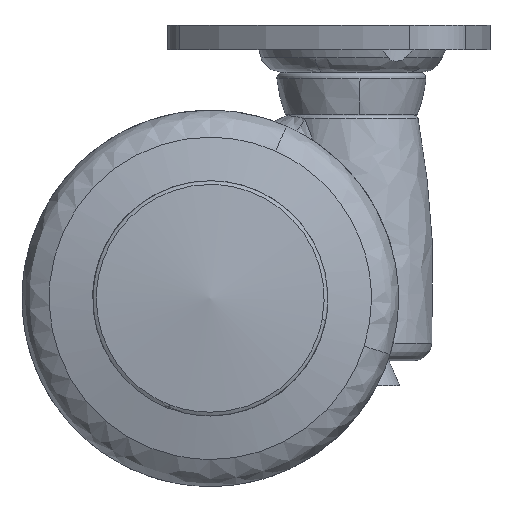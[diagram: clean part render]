
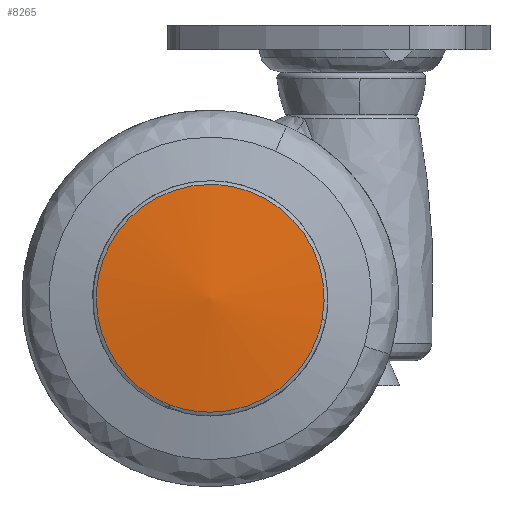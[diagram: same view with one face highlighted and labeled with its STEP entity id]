
A CAD part, front view. The second image highlights one B-rep face of the part: STEP entity #8265.
In plain terms, the highlighted free-form (B-spline) face has degree [2, 2] with [4, 4] control points.
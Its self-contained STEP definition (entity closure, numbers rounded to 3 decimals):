
#6947=CARTESIAN_POINT('',(-4.307,-20.789,-11.307));
#6948=VERTEX_POINT('',#6947);
#6962=CARTESIAN_POINT('',(0.0,-20.789,12.099));
#6963=VERTEX_POINT('',#6962);
#6964=CARTESIAN_POINT('',(0.0,-20.789,12.099));
#6965=CARTESIAN_POINT('',(-12.099,-20.789,12.099));
#6966=CARTESIAN_POINT('',(-12.099,-20.789,0.));
#6967=CARTESIAN_POINT('',(-12.099,-20.789,-8.339));
#6968=CARTESIAN_POINT('',(-4.307,-20.789,-11.307));
#6976=(BOUNDED_CURVE()B_SPLINE_CURVE(2,(#6964,#6965,#6966,#6967,#6968),.UNSPECIFIED.,.F.,.U.)B_SPLINE_CURVE_WITH_KNOTS((3,2,3),(0.0,0.25,0.44),.UNSPECIFIED.)CURVE()GEOMETRIC_REPRESENTATION_ITEM()RATIONAL_B_SPLINE_CURVE((1.0,0.707,1.0,0.778,0.893))REPRESENTATION_ITEM(''));
#6977=EDGE_CURVE('',#6963,#6948,#6976,.T.);
#6979=CARTESIAN_POINT('',(11.885,-20.789,-2.267));
#6980=VERTEX_POINT('',#6979);
#6981=CARTESIAN_POINT('',(11.885,-20.789,-2.267));
#6982=CARTESIAN_POINT('',(12.099,-20.789,-1.144));
#6983=CARTESIAN_POINT('',(12.099,-20.789,0.));
#6984=CARTESIAN_POINT('',(12.099,-20.789,12.099));
#6985=CARTESIAN_POINT('',(0.0,-20.789,12.099));
#6993=(BOUNDED_CURVE()B_SPLINE_CURVE(2,(#6981,#6982,#6983,#6984,#6985),.UNSPECIFIED.,.F.,.U.)B_SPLINE_CURVE_WITH_KNOTS((3,2,3),(0.718,0.75,1.0),.UNSPECIFIED.)CURVE()GEOMETRIC_REPRESENTATION_ITEM()RATIONAL_B_SPLINE_CURVE((0.934,0.962,1.0,0.707,1.0))REPRESENTATION_ITEM(''));
#6994=EDGE_CURVE('',#6980,#6963,#6993,.T.);
#7039=CARTESIAN_POINT('',(0.0,-20.789,-12.099));
#7040=VERTEX_POINT('',#7039);
#7041=CARTESIAN_POINT('',(0.0,-20.789,-12.099));
#7042=CARTESIAN_POINT('',(10.009,-20.789,-12.099));
#7043=CARTESIAN_POINT('',(11.885,-20.789,-2.267));
#7051=(BOUNDED_CURVE()B_SPLINE_CURVE(2,(#7041,#7042,#7043),.UNSPECIFIED.,.F.,.U.)B_SPLINE_CURVE_WITH_KNOTS((3,3),(0.5,0.718),.UNSPECIFIED.)CURVE()GEOMETRIC_REPRESENTATION_ITEM()RATIONAL_B_SPLINE_CURVE((1.0,0.745,0.934))REPRESENTATION_ITEM(''));
#7052=EDGE_CURVE('',#7040,#6980,#7051,.T.);
#7054=CARTESIAN_POINT('',(-4.307,-20.789,-11.307));
#7055=CARTESIAN_POINT('',(-2.226,-20.789,-12.099));
#7056=CARTESIAN_POINT('',(0.0,-20.789,-12.099));
#7064=(BOUNDED_CURVE()B_SPLINE_CURVE(2,(#7054,#7055,#7056),.UNSPECIFIED.,.F.,.U.)B_SPLINE_CURVE_WITH_KNOTS((3,3),(0.44,0.5),.UNSPECIFIED.)CURVE()GEOMETRIC_REPRESENTATION_ITEM()RATIONAL_B_SPLINE_CURVE((0.893,0.929,1.0))REPRESENTATION_ITEM(''));
#7065=EDGE_CURVE('',#6948,#7040,#7064,.T.);
#8235=CARTESIAN_POINT('',(-13.123,-19.111,-13.123));
#8236=CARTESIAN_POINT('',(-6.64,-20.538,-13.28));
#8237=CARTESIAN_POINT('',(6.64,-20.538,-13.28));
#8238=CARTESIAN_POINT('',(13.122,-19.111,-13.123));
#8239=CARTESIAN_POINT('',(-13.28,-20.538,-6.64));
#8240=CARTESIAN_POINT('',(-6.72,-22.,-6.721));
#8241=CARTESIAN_POINT('',(6.72,-22.,-6.721));
#8242=CARTESIAN_POINT('',(13.279,-20.539,-6.64));
#8243=CARTESIAN_POINT('',(-13.28,-20.538,6.64));
#8244=CARTESIAN_POINT('',(-6.72,-22.,6.721));
#8245=CARTESIAN_POINT('',(6.72,-22.,6.721));
#8246=CARTESIAN_POINT('',(13.279,-20.539,6.64));
#8247=CARTESIAN_POINT('',(-13.123,-19.111,13.123));
#8248=CARTESIAN_POINT('',(-6.64,-20.538,13.28));
#8249=CARTESIAN_POINT('',(6.64,-20.538,13.28));
#8250=CARTESIAN_POINT('',(13.122,-19.111,13.123));
#8258=(BOUNDED_SURFACE()B_SPLINE_SURFACE(2,2,((#8235,#8239,#8243,#8247),(#8236,#8240,#8244,#8248),(#8237,#8241,#8245,#8249),(#8238,#8242,#8246,#8250)),.UNSPECIFIED.,.F.,.F.,.U.)B_SPLINE_SURFACE_WITH_KNOTS((3,1,3),(3,1,3),(16.113,29.159,42.204),(16.112,29.159,42.205),.UNSPECIFIED.)GEOMETRIC_REPRESENTATION_ITEM()RATIONAL_B_SPLINE_SURFACE(((1.024,1.012,1.012,1.024),(1.012,1.0,1.0,1.012),(1.012,1.0,1.0,1.012),(1.024,1.012,1.012,1.024)))REPRESENTATION_ITEM('')SURFACE());
#8259=ORIENTED_EDGE('',*,*,#6977,.T.);
#8260=ORIENTED_EDGE('',*,*,#7065,.T.);
#8261=ORIENTED_EDGE('',*,*,#7052,.T.);
#8262=ORIENTED_EDGE('',*,*,#6994,.T.);
#8263=EDGE_LOOP('',(#8259,#8260,#8261,#8262));
#8264=FACE_OUTER_BOUND('',#8263,.T.);
#8265=ADVANCED_FACE('',(#8264),#8258,.T.);
